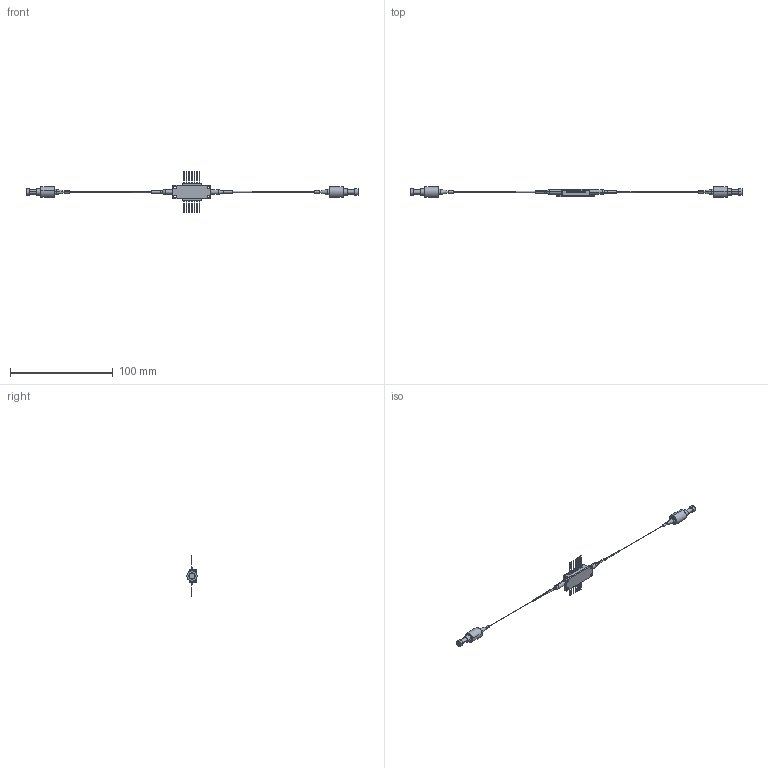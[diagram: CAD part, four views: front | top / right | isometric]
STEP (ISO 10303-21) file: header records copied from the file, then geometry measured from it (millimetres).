
FILE_DESCRIPTION (( 'STEP AP214' ), '1' );
FILE_NAME ('SOA assembly for passport.STEP', '2022-08-26T12:23:18', ( '' ), ( '' ), 'SwSTEP 2.0', 'SolidWorks 2015', '' );
FILE_SCHEMA (( 'AUTOMOTIVE_DESIGN' ));
Length unit declared in the file: millimetre
Products named in the file (19): SOA Walls; SOA Pipe left; pins; SOA Pads 1-7; SOA assembly for passport; Fiber for Passport; SOA Ceramic 8-14; SOA Base; SOA Pipe right; SOA Assembly; Lid SOA; boots BTF; SOA Top Frame; SOA Pin-13 Ground; Shrinkage tube; SOA Pads 8-14; SOA Pins 8-14; SOA Ground; SOA Ceramic 1-7
Assembly tree (21 placements, depth 3):
  SOA assembly for passport
    SOA Assembly
      SOA Base
      SOA Walls
      SOA Top Frame
      SOA Pipe right
      SOA Pipe left
      SOA Ceramic 8-14
      SOA Ceramic 1-7
      SOA Pads 1-7
      SOA Pads 8-14
      pins
      SOA Pins 8-14
      SOA Pin-13 Ground
      SOA Ground
    Fiber for Passport  x2
    Shrinkage tube  x2
    boots BTF  x2
    Lid SOA
Bounding box: 322.45 x 9.98 x 39.4 mm (x, y, z)
Volume: 4678.4 mm3; surface area: 7787.2 mm2
Topology: 46 solids, 46 shells, 424 faces, 936 edges, 618 vertices
Faces by surface type: plane 308, cylinder 96, torus 16, cone 4
Entity records: 13900 total; most frequent: CARTESIAN_POINT 2175, DIRECTION 1774, ORIENTED_EDGE 1688, EDGE_CURVE 844, VECTOR 684, LINE 684, VERTEX_POINT 562, AXIS2_PLACEMENT_3D 545
